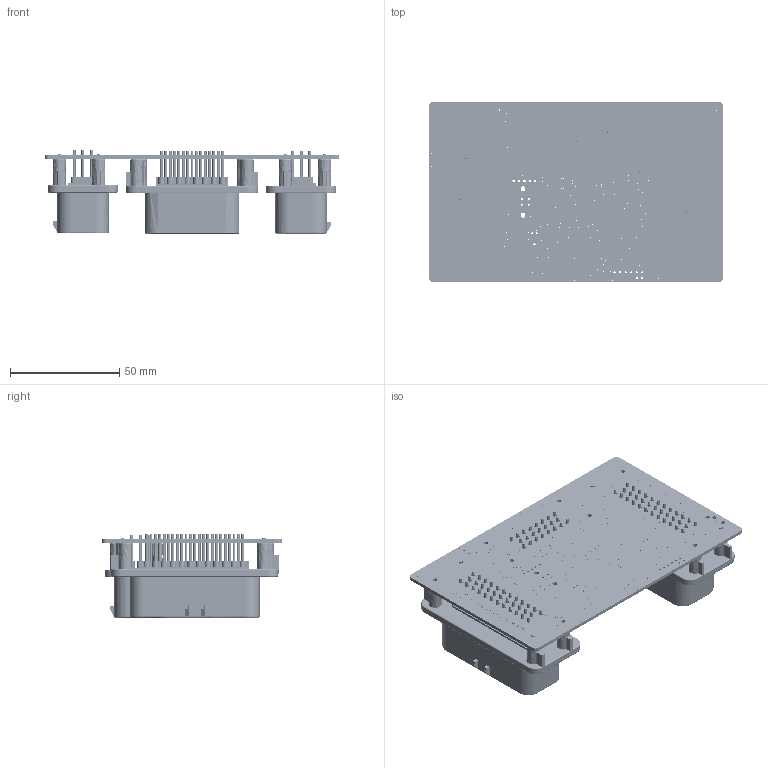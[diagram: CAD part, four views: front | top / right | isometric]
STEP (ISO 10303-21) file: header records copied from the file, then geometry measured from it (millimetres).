
FILE_DESCRIPTION(('KiCad electronic assembly'),'2;1');
FILE_NAME('proteus.step','2021-09-30T01:56:36',('Pcbnew'),('Kicad'), 'Open CASCADE STEP processor 7.5','KiCad to STEP converter','Unknown' );
FILE_SCHEMA(('AUTOMOTIVE_DESIGN { 1 0 10303 214 1 1 1 1 }'));
Length unit declared in the file: millimetre
Products named in the file (8): proteus 1; AMPSEAL_35_STRAIGHT; SOLID; c-1-776231-2-d-3d; c-1-776228-1-e-3d; _autosave-proteus PCB
Assembly tree (7 placements, depth 3):
  proteus 1
    AMPSEAL_35_STRAIGHT
      SOLID
    c-1-776231-2-d-3d
      SOLID
    c-1-776228-1-e-3d
      SOLID
    _autosave-proteus PCB
Bounding box: 135 x 82.5 x 38.3 mm (x, y, z)
Volume: 59512.3 mm3; surface area: 72294.6 mm2
Topology: 4 solids, 4 shells, 3138 faces, 8328 edges, 5428 vertices
Faces by surface type: bspline 2334, cylinder 798, plane 6
Full cylindrical faces by diameter (mm): 0.3 x660, 0.8 x4, 0.92 x4, 0.991 x3, 1 x8, 1.1 x5, 1.75 x93, 2 x15, 2.3 x2
Entity records: 216496 total; most frequent: CARTESIAN_POINT 85832, ORIENTED_EDGE 16656, PCURVE 16656, DEFINITIONAL_REPRESENTATION 16656, B_SPLINE_CURVE_WITH_KNOTS 13888, DIRECTION 10438, EDGE_CURVE 8328, SURFACE_CURVE 7534
